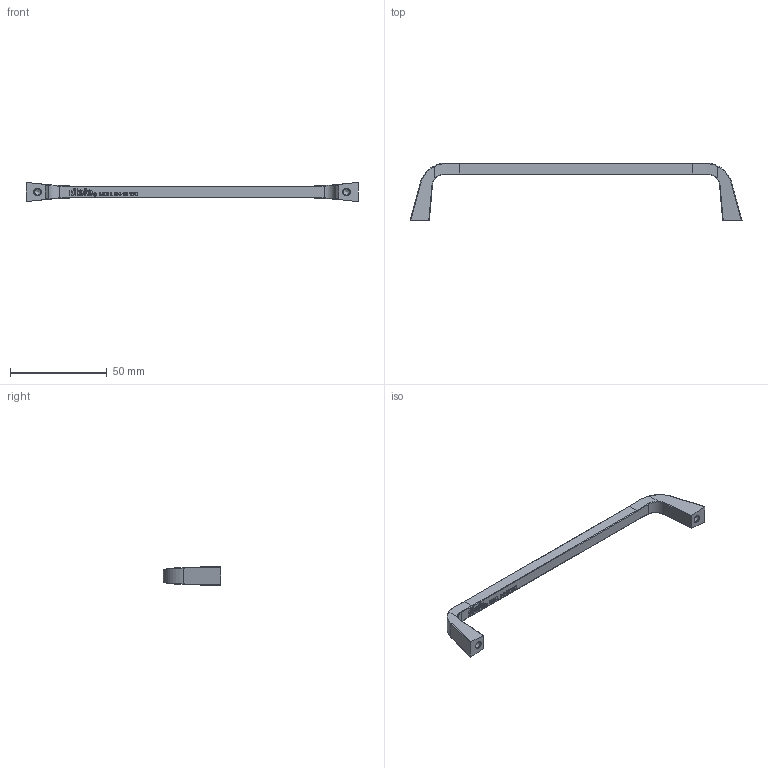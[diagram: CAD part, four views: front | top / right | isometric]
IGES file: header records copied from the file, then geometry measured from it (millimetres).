
Global section: file name: 0446_01; native system: Autodesk Inventor 2016; preprocessor: unknown; author: usuari; date: 20190214.165812; units: millimetre
Bounding box: 172 x 30 x 9.93 mm (x, y, z)
Volume: 8648.9 mm3; surface area: 5631.7 mm2
Topology: 1 solids, 1 shells, 479 faces, 1312 edges, 866 vertices
Faces by surface type: bspline 479
